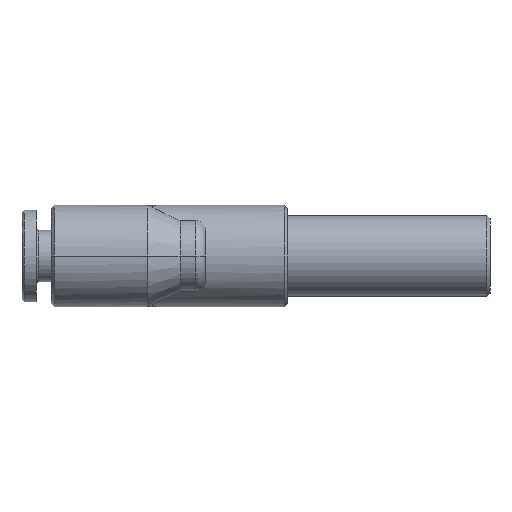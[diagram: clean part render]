
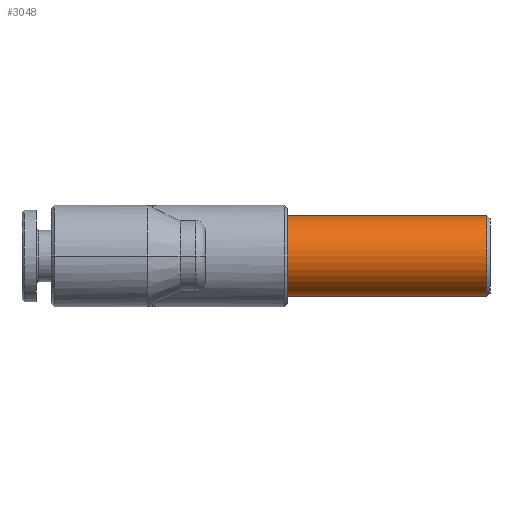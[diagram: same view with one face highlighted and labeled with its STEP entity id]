
A CAD part, left-side view. The second image highlights one B-rep face of the part: STEP entity #3048.
In plain terms, the highlighted cylindrical face has radius 3.975 mm (diameter 7.95 mm), a partial arc.
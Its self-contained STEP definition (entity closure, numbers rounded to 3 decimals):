
#60 = CYLINDRICAL_SURFACE ( 'NONE', #1807, 3.975 ) ;
#95 = FACE_OUTER_BOUND ( 'NONE', #922, .T. ) ;
#569 = CARTESIAN_POINT ( 'NONE',  ( 0., -15.5, 3.975 ) ) ;
#608 = AXIS2_PLACEMENT_3D ( 'NONE', #2142, #2164, #2139 ) ;
#617 = VECTOR ( 'NONE', #2160, 1000. ) ;
#626 = CIRCLE ( 'NONE', #608, 3.975 ) ;
#675 = DIRECTION ( 'NONE',  ( 0., -1., 0. ) ) ;
#735 = CARTESIAN_POINT ( 'NONE',  ( 0., -49.278, 3.975 ) ) ;
#762 = CARTESIAN_POINT ( 'NONE',  ( 0., -35.2, 3.975 ) ) ;
#889 = VERTEX_POINT ( 'NONE', #1372 ) ;
#922 = EDGE_LOOP ( 'NONE', ( #1615, #1472, #1529, #1492 ) ) ;
#986 = VERTEX_POINT ( 'NONE', #1454 ) ;
#992 = VERTEX_POINT ( 'NONE', #762 ) ;
#1064 = VERTEX_POINT ( 'NONE', #569 ) ;
#1372 = CARTESIAN_POINT ( 'NONE',  ( 0., -35.2, -3.975 ) ) ;
#1454 = CARTESIAN_POINT ( 'NONE',  ( 0., -15.5, -3.975 ) ) ;
#1472 = ORIENTED_EDGE ( 'NONE', *, *, #2203, .F. ) ;
#1492 = ORIENTED_EDGE ( 'NONE', *, *, #2406, .F. ) ;
#1529 = ORIENTED_EDGE ( 'NONE', *, *, #2200, .T. ) ;
#1615 = ORIENTED_EDGE ( 'NONE', *, *, #2175, .F. ) ;
#1807 = AXIS2_PLACEMENT_3D ( 'NONE', #2885, #2886, #2887 ) ;
#2139 = DIRECTION ( 'NONE',  ( 0., 0., -1. ) ) ;
#2142 = CARTESIAN_POINT ( 'NONE',  ( 0., -15.5, 0. ) ) ;
#2160 = DIRECTION ( 'NONE',  ( 0., -1., 0. ) ) ;
#2164 = DIRECTION ( 'NONE',  ( 0., 1., 0. ) ) ;
#2166 = CARTESIAN_POINT ( 'NONE',  ( 0., -49.278, -3.975 ) ) ;
#2175 = EDGE_CURVE ( 'NONE', #1064, #992, #2343, .T. ) ;
#2200 = EDGE_CURVE ( 'NONE', #986, #889, #3096, .T. ) ;
#2203 = EDGE_CURVE ( 'NONE', #986, #1064, #626, .T. ) ;
#2343 = LINE ( 'NONE', #735, #2551 ) ;
#2376 = AXIS2_PLACEMENT_3D ( 'NONE', #2993, #2994, #2995 ) ;
#2380 = CIRCLE ( 'NONE', #2376, 3.975 ) ;
#2406 = EDGE_CURVE ( 'NONE', #992, #889, #2380, .T. ) ;
#2551 = VECTOR ( 'NONE', #675, 1000. ) ;
#2885 = CARTESIAN_POINT ( 'NONE',  ( 0., -49.278, 0. ) ) ;
#2886 = DIRECTION ( 'NONE',  ( 0., -1., 0. ) ) ;
#2887 = DIRECTION ( 'NONE',  ( 0., 0., -1. ) ) ;
#2993 = CARTESIAN_POINT ( 'NONE',  ( 0., -35.2, 0. ) ) ;
#2994 = DIRECTION ( 'NONE',  ( 0., -1., 0. ) ) ;
#2995 = DIRECTION ( 'NONE',  ( 0., 0., -1. ) ) ;
#3048 = ADVANCED_FACE ( 'NONE', ( #95 ), #60, .T. ) ;
#3096 = LINE ( 'NONE', #2166, #617 ) ;
